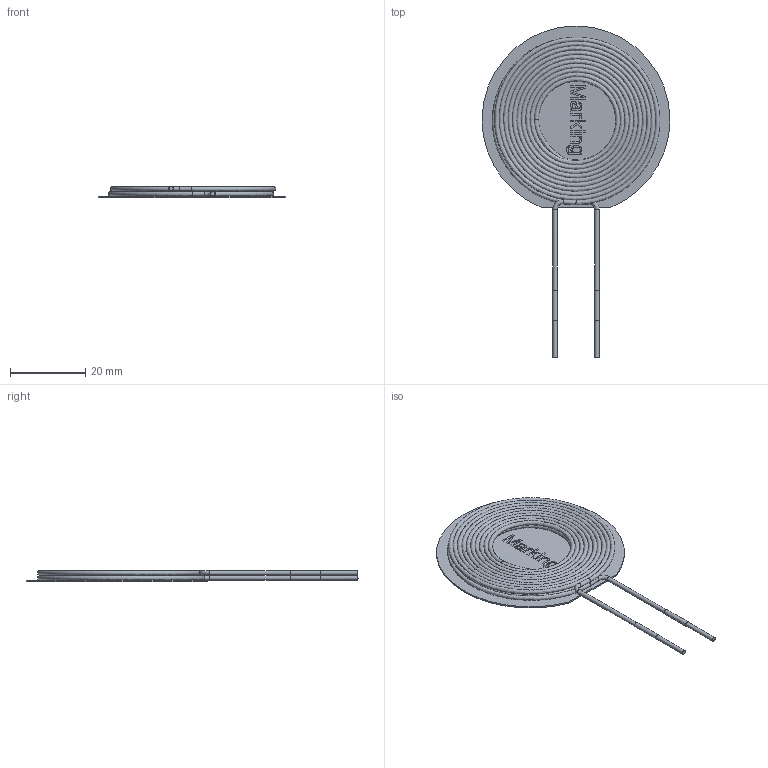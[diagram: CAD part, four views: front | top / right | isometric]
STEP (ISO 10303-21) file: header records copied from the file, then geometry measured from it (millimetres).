
FILE_DESCRIPTION(/* description */ ('Unknown'),/* implementation_level */ '2;1');
FILE_NAME(/* name */ 'L_Wurth_WE-WPCC-TX_760308101410',/* time_stamp */ '2025-04-18T16:52:37+08:00',/* author */ ('Unknown'),/* organization */ ('Unknown'),/* preprocessor_version */ 'ST-DEVELOPER v19.4',/* originating_system */ 'Solid Edge',/* authorisation */ 'Unknown');
FILE_SCHEMA (('AUTOMOTIVE_DESIGN {1 0 10303 214 3 1 1}'));
Length unit declared in the file: millimetre
Products named in the file (2): L_Wurth_WE-WPCC-TX_760308101410
Assembly tree (1 placements, depth 2):
  L_Wurth_WE-WPCC-TX_760308101410
    L_Wurth_WE-WPCC-TX_760308101410
Bounding box: 50 x 88.33 x 2.98 mm (x, y, z)
Volume: 2890.7 mm3; surface area: 11339 mm2
Topology: 2 solids, 2 shells, 89 faces, 217 edges, 146 vertices
Faces by surface type: plane 65, bspline 13, cylinder 8, torus 3
Full cylindrical faces by diameter (mm): 1.15 x4, 1.3 x2
Entity records: 10062 total; most frequent: CARTESIAN_POINT 8172, ORIENTED_EDGE 394, DIRECTION 227, EDGE_CURVE 197, VERTEX_POINT 140, B_SPLINE_CURVE_WITH_KNOTS 136, EDGE_LOOP 117, FACE_BOUND 117
